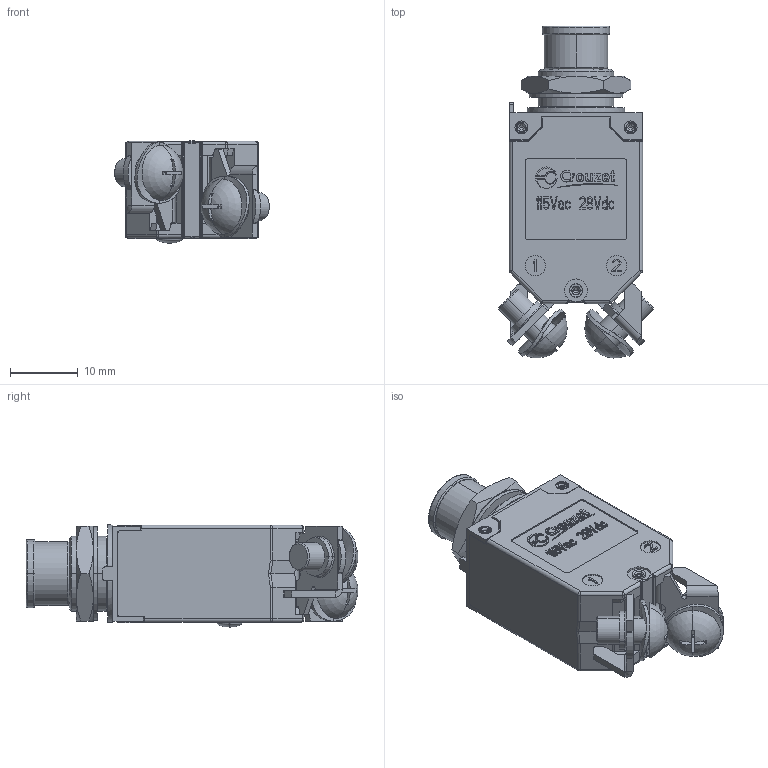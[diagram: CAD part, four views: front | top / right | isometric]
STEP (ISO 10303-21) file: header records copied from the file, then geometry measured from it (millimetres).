
FILE_DESCRIPTION((''),'2;1');
FILE_NAME('84402073','2022-12-12T10:02:49',('aurelien.allart'),('CROUZET'),'CREO PARAMETRIC BY PTC INC, 2020454','CREO PARAMETRIC BY PTC INC, 2020454','');
FILE_SCHEMA(('AP203_CONFIGURATION_CONTROLLED_3D_DESIGN_OF_MECHANICAL_PARTS_AND_ASSEMBLIES_MIM_LF { 1 0 10303 403 2 1 2 }'));
Products named in the file (1): 84402073
Bounding box: 22.83 x 48.97 x 15.08 mm (x, y, z)
Volume: 5363.3 mm3; surface area: 8099.8 mm2
Topology: 1 solids, 3 shells, 1556 faces, 4167 edges, 2645 vertices
Faces by surface type: plane 1032, cylinder 312, cone 70, torus 45, extrusion 42, bspline 38, sphere 15, revolution 2
Entity records: 64396 total; most frequent: CARTESIAN_POINT 14163, ORIENTED_EDGE 8314, DIRECTION 7514, EDGE_CURVE 4157, VECTOR 3066, LINE 3024, VERTEX_POINT 2645, AXIS2_PLACEMENT_3D 2223
